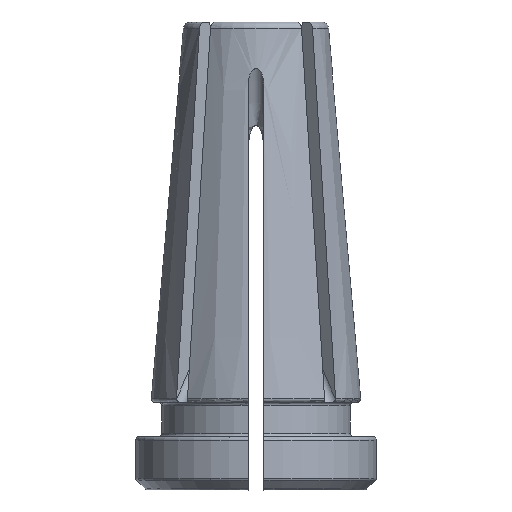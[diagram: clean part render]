
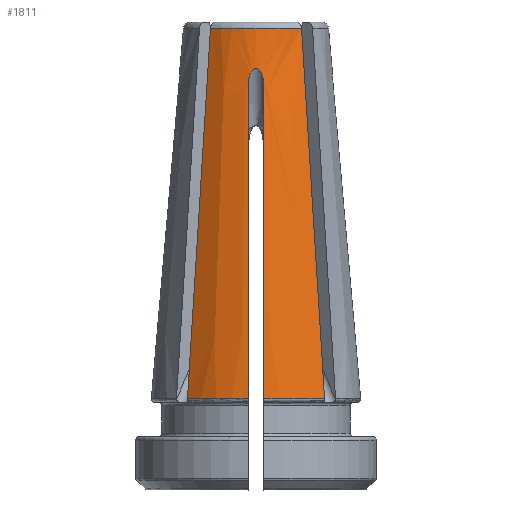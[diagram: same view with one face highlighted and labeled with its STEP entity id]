
A CAD part, left-side view. The second image highlights one B-rep face of the part: STEP entity #1811.
In plain terms, the highlighted conical face has half-angle 5 degrees and reference radius 3.06 mm.
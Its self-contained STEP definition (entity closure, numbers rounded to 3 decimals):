
#59=CONICAL_SURFACE('',#1958,3.06,0.087);
#249=B_SPLINE_CURVE_WITH_KNOTS('',3,(#2995,#2996,#2997,#2998),
 .UNSPECIFIED.,.F.,.F.,(4,4),(0.,0.011),
 .UNSPECIFIED.);
#250=B_SPLINE_CURVE_WITH_KNOTS('',3,(#3003,#3004,#3005,#3006),
 .UNSPECIFIED.,.F.,.F.,(4,4),(0.021,0.03),
 .UNSPECIFIED.);
#251=B_SPLINE_CURVE_WITH_KNOTS('',3,(#3008,#3009,#3010,#3011,#3012,#3013,
#3014,#3015,#3016),.UNSPECIFIED.,.F.,.F.,(4,1,1,1,1,1,4),(0.,
0.,0.,0.001,0.001,
0.001,0.001),.UNSPECIFIED.);
#252=B_SPLINE_CURVE_WITH_KNOTS('',3,(#3018,#3019,#3020,#3021),
 .UNSPECIFIED.,.F.,.F.,(4,4),(0.021,0.03),
 .UNSPECIFIED.);
#253=B_SPLINE_CURVE_WITH_KNOTS('',3,(#3025,#3026,#3027,#3028),
 .UNSPECIFIED.,.F.,.F.,(4,4),(0.,0.011),
 .UNSPECIFIED.);
#467=ORIENTED_EDGE('',*,*,#1046,.F.);
#468=ORIENTED_EDGE('',*,*,#1047,.T.);
#469=ORIENTED_EDGE('',*,*,#1048,.F.);
#470=ORIENTED_EDGE('',*,*,#1049,.T.);
#471=ORIENTED_EDGE('',*,*,#1050,.T.);
#472=ORIENTED_EDGE('',*,*,#1051,.T.);
#473=ORIENTED_EDGE('',*,*,#1052,.T.);
#474=ORIENTED_EDGE('',*,*,#1053,.T.);
#1046=EDGE_CURVE('',#1325,#1326,#249,.T.);
#1047=EDGE_CURVE('',#1325,#1327,#1470,.T.);
#1048=EDGE_CURVE('',#1328,#1327,#250,.T.);
#1049=EDGE_CURVE('',#1328,#1329,#251,.T.);
#1050=EDGE_CURVE('',#1329,#1330,#252,.T.);
#1051=EDGE_CURVE('',#1330,#1331,#1471,.T.);
#1052=EDGE_CURVE('',#1331,#1332,#253,.T.);
#1053=EDGE_CURVE('',#1332,#1326,#1472,.F.);
#1325=VERTEX_POINT('',#2999);
#1326=VERTEX_POINT('',#3000);
#1327=VERTEX_POINT('',#3002);
#1328=VERTEX_POINT('',#3007);
#1329=VERTEX_POINT('',#3017);
#1330=VERTEX_POINT('',#3022);
#1331=VERTEX_POINT('',#3024);
#1332=VERTEX_POINT('',#3029);
#1470=CIRCLE('',#1959,3.05);
#1471=CIRCLE('',#1960,3.05);
#1472=CIRCLE('',#1961,2.109);
#1560=EDGE_LOOP('',(#467,#468,#469,#470,#471,#472,#473,#474));
#1662=FACE_BOUND('',#1560,.T.);
#1811=ADVANCED_FACE('',(#1662),#59,.T.);
#1958=AXIS2_PLACEMENT_3D('',#2994,#2244,#2245);
#1959=AXIS2_PLACEMENT_3D('',#3001,#2246,#2247);
#1960=AXIS2_PLACEMENT_3D('',#3023,#2248,#2249);
#1961=AXIS2_PLACEMENT_3D('',#3030,#2250,#2251);
#2244=DIRECTION('',(0.,0.,-1.));
#2245=DIRECTION('',(-1.,0.,0.));
#2246=DIRECTION('',(0.,0.,1.));
#2247=DIRECTION('',(1.,0.,0.));
#2248=DIRECTION('',(0.,0.,1.));
#2249=DIRECTION('',(1.,0.,0.));
#2250=DIRECTION('',(0.,0.,1.));
#2251=DIRECTION('',(1.,0.,0.));
#2994=CARTESIAN_POINT('',(0.,0.,2.55));
#2995=CARTESIAN_POINT('',(-2.31,1.992,2.659));
#2996=CARTESIAN_POINT('',(-2.088,1.77,6.245));
#2997=CARTESIAN_POINT('',(-1.865,1.547,9.831));
#2998=CARTESIAN_POINT('',(-1.642,1.324,13.417));
#2999=CARTESIAN_POINT('',(-2.31,1.992,2.659));
#3000=CARTESIAN_POINT('',(-1.642,1.324,13.417));
#3001=CARTESIAN_POINT('',(0.,0.,2.659));
#3002=CARTESIAN_POINT('',(-3.042,0.225,2.659));
#3003=CARTESIAN_POINT('',(-2.241,0.225,11.785));
#3004=CARTESIAN_POINT('',(-2.508,0.225,8.743));
#3005=CARTESIAN_POINT('',(-2.775,0.225,5.701));
#3006=CARTESIAN_POINT('',(-3.042,0.225,2.659));
#3007=CARTESIAN_POINT('',(-2.241,0.225,11.785));
#3008=CARTESIAN_POINT('',(-2.241,0.225,11.785));
#3009=CARTESIAN_POINT('',(-2.233,0.225,11.878));
#3010=CARTESIAN_POINT('',(-2.223,0.204,12.015));
#3011=CARTESIAN_POINT('',(-2.214,0.129,12.186));
#3012=CARTESIAN_POINT('',(-2.21,0.,12.281));
#3013=CARTESIAN_POINT('',(-2.214,-0.129,12.185));
#3014=CARTESIAN_POINT('',(-2.223,-0.204,12.016));
#3015=CARTESIAN_POINT('',(-2.233,-0.225,11.878));
#3016=CARTESIAN_POINT('',(-2.241,-0.225,11.785));
#3017=CARTESIAN_POINT('',(-2.241,-0.225,11.785));
#3018=CARTESIAN_POINT('',(-2.241,-0.225,11.785));
#3019=CARTESIAN_POINT('',(-2.508,-0.225,8.743));
#3020=CARTESIAN_POINT('',(-2.775,-0.225,5.701));
#3021=CARTESIAN_POINT('',(-3.042,-0.225,2.659));
#3022=CARTESIAN_POINT('',(-3.042,-0.225,2.659));
#3023=CARTESIAN_POINT('',(0.,0.,2.659));
#3024=CARTESIAN_POINT('',(-2.31,-1.992,2.659));
#3025=CARTESIAN_POINT('',(-2.31,-1.992,2.659));
#3026=CARTESIAN_POINT('',(-2.088,-1.77,6.245));
#3027=CARTESIAN_POINT('',(-1.865,-1.547,9.831));
#3028=CARTESIAN_POINT('',(-1.642,-1.324,13.417));
#3029=CARTESIAN_POINT('',(-1.642,-1.324,13.417));
#3030=CARTESIAN_POINT('',(0.,0.,13.417));
